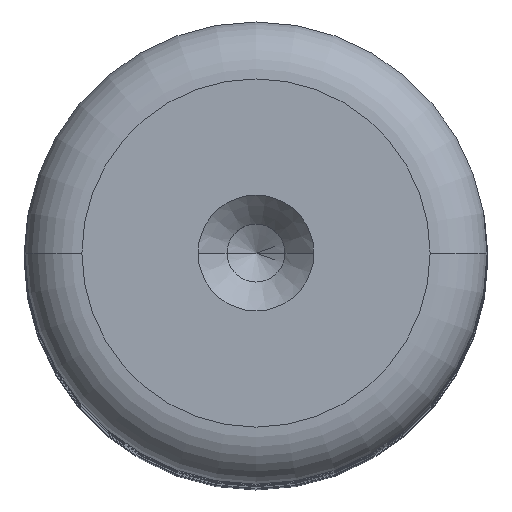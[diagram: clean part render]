
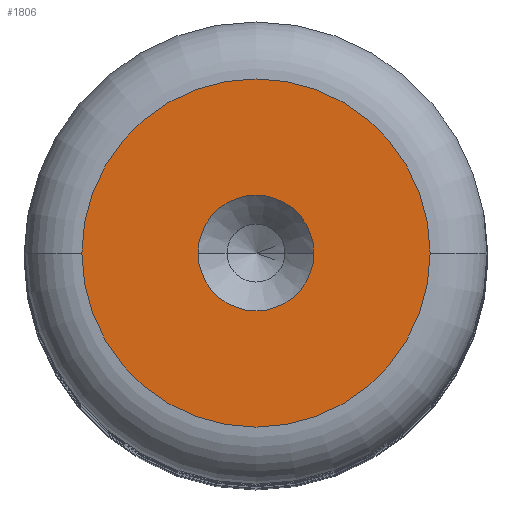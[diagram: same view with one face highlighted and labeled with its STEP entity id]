
A CAD part, top view. The second image highlights one B-rep face of the part: STEP entity #1806.
In plain terms, the highlighted planar face has unit normal (0, 0, 1).
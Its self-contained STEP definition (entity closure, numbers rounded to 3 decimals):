
#5 = CARTESIAN_POINT ( 'NONE',  ( 1., 0., 50. ) ) ;
#57 = FACE_BOUND ( 'NONE', #367, .T. ) ;
#85 = ORIENTED_EDGE ( 'NONE', *, *, #1698, .F. ) ;
#139 = CARTESIAN_POINT ( 'NONE',  ( 3.008, 0., 50. ) ) ;
#152 = AXIS2_PLACEMENT_3D ( 'NONE', #1462, #1887, #1893 ) ;
#205 = CARTESIAN_POINT ( 'NONE',  ( 0., 0., 50. ) ) ;
#209 = CARTESIAN_POINT ( 'NONE',  ( -1., 0., 50. ) ) ;
#245 = AXIS2_PLACEMENT_3D ( 'NONE', #1174, #251, #1337 ) ;
#251 = DIRECTION ( 'NONE',  ( 0., 0., 1. ) ) ;
#259 = DIRECTION ( 'NONE',  ( 0., 0., 1. ) ) ;
#285 = ORIENTED_EDGE ( 'NONE', *, *, #1064, .F. ) ;
#362 = DIRECTION ( 'NONE',  ( 1., 0., 0. ) ) ;
#367 = EDGE_LOOP ( 'NONE', ( #285, #85 ) ) ;
#418 = VERTEX_POINT ( 'NONE', #5 ) ;
#427 = AXIS2_PLACEMENT_3D ( 'NONE', #834, #1916, #1001 ) ;
#488 = CIRCLE ( 'NONE', #427, 1. ) ;
#503 = VERTEX_POINT ( 'NONE', #939 ) ;
#557 = ORIENTED_EDGE ( 'NONE', *, *, #1772, .T. ) ;
#815 = CIRCLE ( 'NONE', #245, 3.008 ) ;
#834 = CARTESIAN_POINT ( 'NONE',  ( 0., 0., 50. ) ) ;
#903 = ORIENTED_EDGE ( 'NONE', *, *, #1854, .T. ) ;
#939 = CARTESIAN_POINT ( 'NONE',  ( -3.008, 0., 50. ) ) ;
#961 = AXIS2_PLACEMENT_3D ( 'NONE', #205, #1291, #362 ) ;
#1001 = DIRECTION ( 'NONE',  ( 1., 0., 0. ) ) ;
#1064 = EDGE_CURVE ( 'NONE', #418, #1559, #488, .T. ) ;
#1089 = EDGE_LOOP ( 'NONE', ( #903, #557 ) ) ;
#1174 = CARTESIAN_POINT ( 'NONE',  ( 0., 0., 50. ) ) ;
#1183 = CARTESIAN_POINT ( 'NONE',  ( 0., 0., 50. ) ) ;
#1291 = DIRECTION ( 'NONE',  ( 0., 0., 1. ) ) ;
#1294 = CIRCLE ( 'NONE', #961, 3.008 ) ;
#1337 = DIRECTION ( 'NONE',  ( 1., 0., 0. ) ) ;
#1341 = DIRECTION ( 'NONE',  ( 1., 0., 0. ) ) ;
#1415 = VERTEX_POINT ( 'NONE', #139 ) ;
#1462 = CARTESIAN_POINT ( 'NONE',  ( 0., 0., 50. ) ) ;
#1559 = VERTEX_POINT ( 'NONE', #209 ) ;
#1602 = FACE_OUTER_BOUND ( 'NONE', #1089, .T. ) ;
#1698 = EDGE_CURVE ( 'NONE', #1559, #418, #1791, .T. ) ;
#1730 = AXIS2_PLACEMENT_3D ( 'NONE', #1183, #259, #1341 ) ;
#1749 = PLANE ( 'NONE',  #152 ) ;
#1772 = EDGE_CURVE ( 'NONE', #503, #1415, #1294, .T. ) ;
#1791 = CIRCLE ( 'NONE', #1730, 1. ) ;
#1806 = ADVANCED_FACE ( 'NONE', ( #57, #1602 ), #1749, .T. ) ;
#1854 = EDGE_CURVE ( 'NONE', #1415, #503, #815, .T. ) ;
#1887 = DIRECTION ( 'NONE',  ( 0., 0., 1. ) ) ;
#1893 = DIRECTION ( 'NONE',  ( 1., 0., 0. ) ) ;
#1916 = DIRECTION ( 'NONE',  ( 0., 0., 1. ) ) ;
